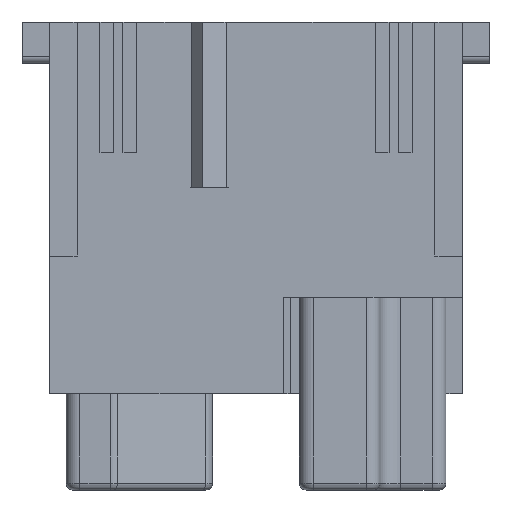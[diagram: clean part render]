
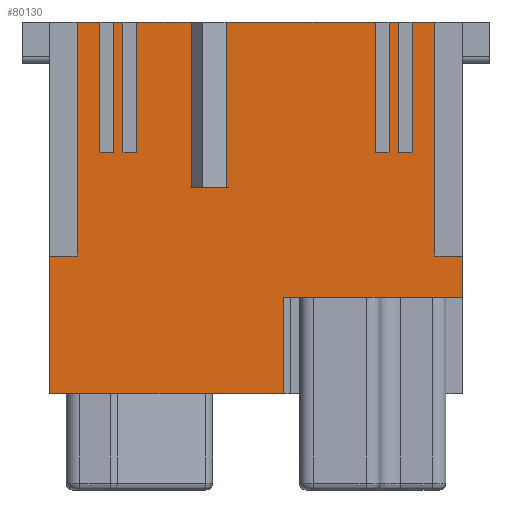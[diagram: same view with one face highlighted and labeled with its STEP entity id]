
A CAD part, left-side view. The second image highlights one B-rep face of the part: STEP entity #80130.
In plain terms, the highlighted planar face has unit normal (-1, 0, 0).
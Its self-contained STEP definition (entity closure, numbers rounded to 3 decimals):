
#4060=CARTESIAN_POINT('',(26.648,41.057,-2.));
#4070=VERTEX_POINT('',#4060);
#4100=CARTESIAN_POINT('',(26.648,24.057,-2.));
#4110=DIRECTION('',(0.,-1.,0.));
#4120=VECTOR('',#4110,1.);
#4130=LINE('',#4100,#4120);
#4140=CARTESIAN_POINT('',(26.648,51.057,-2.));
#4150=VERTEX_POINT('',#4140);
#4160=EDGE_CURVE('',#4150,#4070,#4130,.T.);
#6940=CARTESIAN_POINT('',(26.648,33.557,-28.336))
;
#6950=VERTEX_POINT('',#6940);
#7120=CARTESIAN_POINT('',(26.648,24.057,-28.336));
#7130=VERTEX_POINT('',#7120);
#7160=CARTESIAN_POINT('',(26.648,24.057,-28.336));
#7170=DIRECTION('',(0.,1.,0.));
#7180=VECTOR('',#7170,1.);
#7190=LINE('',#7160,#7180);
#7200=EDGE_CURVE('',#7130,#6950,#7190,.T.);
#7790=CARTESIAN_POINT('',(26.648,33.557,-27.336))
;
#7800=VERTEX_POINT('',#7790);
#7830=CARTESIAN_POINT('',(26.648,24.057,-27.336));
#7840=DIRECTION('',(0.,-1.,0.));
#7850=VECTOR('',#7840,1.);
#7860=LINE('',#7830,#7850);
#7870=CARTESIAN_POINT('',(26.648,24.057,-27.336));
#7880=VERTEX_POINT('',#7870);
#7890=EDGE_CURVE('',#7800,#7880,#7860,.T.);
#8160=CARTESIAN_POINT('',(26.648,33.557,-0.438)
);
#8170=DIRECTION('',(0.,0.,-1.));
#8180=VECTOR('',#8170,1.);
#8190=LINE('',#8160,#8180);
#8200=EDGE_CURVE('',#7800,#6950,#8190,.T.);
#10770=CARTESIAN_POINT('',(26.648,44.057,-19.));
#10780=VERTEX_POINT('',#10770);
#10810=CARTESIAN_POINT('',(26.648,44.057,-0.438));
#10820=DIRECTION('',(0.,0.,-1.));
#10830=VECTOR('',#10820,1.);
#10840=LINE('',#10810,#10830);
#10850=CARTESIAN_POINT('',(26.648,44.057,-32.));
#10860=VERTEX_POINT('',#10850);
#10870=EDGE_CURVE('',#10780,#10860,#10840,.T.);
#15130=CARTESIAN_POINT('',(26.648,51.057,-19.));
#15140=VERTEX_POINT('',#15130);
#15170=CARTESIAN_POINT('',(26.648,24.057,-19.));
#15180=DIRECTION('',(0.,1.,0.));
#15190=VECTOR('',#15180,1.);
#15200=LINE('',#15170,#15190);
#15210=EDGE_CURVE('',#10780,#15140,#15200,.T.);
#19830=CARTESIAN_POINT('',(26.648,36.057,-14.868));
#19840=VERTEX_POINT('',#19830);
#19870=CARTESIAN_POINT('',(26.648,36.057,-0.438));
#19880=DIRECTION('',(0.,0.,-1.));
#19890=VECTOR('',#19880,1.);
#19900=LINE('',#19870,#19890);
#19910=CARTESIAN_POINT('',(26.648,36.057,-12.295));
#19920=VERTEX_POINT('',#19910);
#19930=EDGE_CURVE('',#19920,#19840,#19900,.T.);
#26510=CARTESIAN_POINT('',(26.648,41.057,-30.));
#26520=VERTEX_POINT('',#26510);
#26690=CARTESIAN_POINT('',(26.648,41.057,-32.));
#26700=VERTEX_POINT('',#26690);
#26730=CARTESIAN_POINT('',(26.648,41.057,-0.438));
#26740=DIRECTION('',(0.,0.,1.));
#26750=VECTOR('',#26740,1.);
#26760=LINE('',#26730,#26750);
#26770=EDGE_CURVE('',#26700,#26520,#26760,.T.);
#29850=CARTESIAN_POINT('',(26.648,24.057,-12.295));
#29860=DIRECTION('',(0.,-1.,0.));
#29870=VECTOR('',#29860,1.);
#29880=LINE('',#29850,#29870);
#29890=CARTESIAN_POINT('',(26.648,24.057,-12.295));
#29900=VERTEX_POINT('',#29890);
#29910=EDGE_CURVE('',#19920,#29900,#29880,.T.);
#36460=CARTESIAN_POINT('',(26.648,24.057,-14.868));
#36470=VERTEX_POINT('',#36460);
#36520=CARTESIAN_POINT('',(26.648,36.057,-14.868));
#36530=DIRECTION('',(0.,-1.,0.));
#36540=VECTOR('',#36530,1.);
#36550=LINE('',#36520,#36540);
#36560=EDGE_CURVE('',#19840,#36470,#36550,.T.);
#57350=CARTESIAN_POINT('',(26.648,33.557,-25.664)
);
#57360=VERTEX_POINT('',#57350);
#57390=CARTESIAN_POINT('',(26.648,24.057,-25.664));
#57400=DIRECTION('',(0.,-1.,0.));
#57410=VECTOR('',#57400,1.);
#57420=LINE('',#57390,#57410);
#57430=CARTESIAN_POINT('',(26.648,24.057,-25.664));
#57440=VERTEX_POINT('',#57430);
#57450=EDGE_CURVE('',#57360,#57440,#57420,.T.);
#57880=CARTESIAN_POINT('',(26.648,33.557,-26.664)
);
#57890=VERTEX_POINT('',#57880);
#57920=CARTESIAN_POINT('',(26.648,33.557,-0.438
));
#57930=DIRECTION('',(0.,0.,-1.));
#57940=VECTOR('',#57930,1.);
#57950=LINE('',#57920,#57940);
#57960=EDGE_CURVE('',#57360,#57890,#57950,.T.);
#58460=CARTESIAN_POINT('',(26.648,24.057,-32.2));
#58470=DIRECTION('',(0.,0.,1.));
#58480=VECTOR('',#58470,1.);
#58490=LINE('',#58460,#58480);
#58500=EDGE_CURVE('',#57440,#36470,#58490,.T.);
#58740=CARTESIAN_POINT('',(26.648,24.057,-8.336)
);
#58750=VERTEX_POINT('',#58740);
#58760=EDGE_CURVE('',#29900,#58750,#58490,.T.);
#58980=CARTESIAN_POINT('',(26.648,24.057,-7.336)
);
#58990=VERTEX_POINT('',#58980);
#59020=CARTESIAN_POINT('',(26.648,24.057,-6.664)
);
#59030=VERTEX_POINT('',#59020);
#59040=EDGE_CURVE('',#58990,#59030,#58490,.T.);
#59260=CARTESIAN_POINT('',(26.648,24.057,-5.664)
);
#59270=VERTEX_POINT('',#59260);
#59300=CARTESIAN_POINT('',(26.648,24.057,-4.));
#59310=VERTEX_POINT('',#59300);
#59320=EDGE_CURVE('',#59270,#59310,#58490,.T.);
#61150=CARTESIAN_POINT('',(26.648,24.057,-30.));
#61160=VERTEX_POINT('',#61150);
#61190=EDGE_CURVE('',#61160,#7130,#58490,.T.);
#61240=CARTESIAN_POINT('',(26.648,24.057,-26.664));
#61250=VERTEX_POINT('',#61240);
#61260=EDGE_CURVE('',#7880,#61250,#58490,.T.);
#64110=CARTESIAN_POINT('',(26.648,24.057,-26.664));
#64120=DIRECTION('',(0.,1.,0.));
#64130=VECTOR('',#64120,1.);
#64140=LINE('',#64110,#64130);
#64150=EDGE_CURVE('',#61250,#57890,#64140,.T.);
#76830=CARTESIAN_POINT('',(26.648,24.057,-32.));
#76840=DIRECTION('',(0.,1.,0.));
#76850=VECTOR('',#76840,1.);
#76860=LINE('',#76830,#76850);
#76870=EDGE_CURVE('',#26700,#10860,#76860,.T.);
#79160=CARTESIAN_POINT('',(26.648,37.326,-27.037)
);
#79170=DIRECTION('',(-1.,0.,0.));
#79180=DIRECTION('',(0.,-1.,0.));
#79190=AXIS2_PLACEMENT_3D('',#79160,#79170,#79180);
#79200=PLANE('',#79190);
#79210=ORIENTED_EDGE('',*,*,#57450,.T.);
#79220=ORIENTED_EDGE('',*,*,#57960,.F.);
#79230=ORIENTED_EDGE('',*,*,#64150,.T.);
#79240=ORIENTED_EDGE('',*,*,#61260,.T.);
#79250=ORIENTED_EDGE('',*,*,#7890,.T.);
#79260=ORIENTED_EDGE('',*,*,#8200,.F.);
#79270=ORIENTED_EDGE('',*,*,#7200,.T.);
#79280=ORIENTED_EDGE('',*,*,#61190,.T.);
#79290=CARTESIAN_POINT('',(26.648,24.057,-30.));
#79300=DIRECTION('',(0.,1.,0.));
#79310=VECTOR('',#79300,1.);
#79320=LINE('',#79290,#79310);
#79330=EDGE_CURVE('',#61160,#26520,#79320,.T.);
#79340=ORIENTED_EDGE('',*,*,#79330,.F.);
#79350=ORIENTED_EDGE('',*,*,#26770,.T.);
#79360=ORIENTED_EDGE('',*,*,#76870,.F.);
#79370=ORIENTED_EDGE('',*,*,#10870,.T.);
#79380=ORIENTED_EDGE('',*,*,#15210,.F.);
#79390=CARTESIAN_POINT('',(26.648,51.057,-0.438));
#79400=DIRECTION('',(0.,0.,-1.));
#79410=VECTOR('',#79400,1.);
#79420=LINE('',#79390,#79410);
#79430=EDGE_CURVE('',#4150,#15140,#79420,.T.);
#79440=ORIENTED_EDGE('',*,*,#79430,.T.);
#79450=ORIENTED_EDGE('',*,*,#4160,.F.);
#79460=CARTESIAN_POINT('',(26.648,41.057,-0.438));
#79470=DIRECTION('',(0.,0.,1.));
#79480=VECTOR('',#79470,1.);
#79490=LINE('',#79460,#79480);
#79500=CARTESIAN_POINT('',(26.648,41.057,-4.));
#79510=VERTEX_POINT('',#79500);
#79520=EDGE_CURVE('',#79510,#4070,#79490,.T.);
#79530=ORIENTED_EDGE('',*,*,#79520,.T.);
#79540=CARTESIAN_POINT('',(26.648,24.057,-4.));
#79550=DIRECTION('',(0.,-1.,0.));
#79560=VECTOR('',#79550,1.);
#79570=LINE('',#79540,#79560);
#79580=EDGE_CURVE('',#79510,#59310,#79570,.T.);
#79590=ORIENTED_EDGE('',*,*,#79580,.F.);
#79600=ORIENTED_EDGE('',*,*,#59320,.T.);
#79610=CARTESIAN_POINT('',(26.648,24.057,-5.664));
#79620=DIRECTION('',(0.,-1.,0.));
#79630=VECTOR('',#79620,1.);
#79640=LINE('',#79610,#79630);
#79650=CARTESIAN_POINT('',(26.648,33.557,-5.664));
#79660=VERTEX_POINT('',#79650);
#79670=EDGE_CURVE('',#79660,#59270,#79640,.T.);
#79680=ORIENTED_EDGE('',*,*,#79670,.T.);
#79690=CARTESIAN_POINT('',(26.648,33.557,-0.438
));
#79700=DIRECTION('',(0.,0.,-1.));
#79710=VECTOR('',#79700,1.);
#79720=LINE('',#79690,#79710);
#79730=CARTESIAN_POINT('',(26.648,33.557,-6.664));
#79740=VERTEX_POINT('',#79730);
#79750=EDGE_CURVE('',#79660,#79740,#79720,.T.);
#79760=ORIENTED_EDGE('',*,*,#79750,.F.);
#79770=CARTESIAN_POINT('',(26.648,24.057,-6.664));
#79780=DIRECTION('',(0.,1.,0.));
#79790=VECTOR('',#79780,1.);
#79800=LINE('',#79770,#79790);
#79810=EDGE_CURVE('',#59030,#79740,#79800,.T.);
#79820=ORIENTED_EDGE('',*,*,#79810,.T.);
#79830=ORIENTED_EDGE('',*,*,#59040,.T.);
#79840=CARTESIAN_POINT('',(26.648,24.057,-7.336));
#79850=DIRECTION('',(0.,-1.,0.));
#79860=VECTOR('',#79850,1.);
#79870=LINE('',#79840,#79860);
#79880=CARTESIAN_POINT('',(26.648,33.557,-7.336));
#79890=VERTEX_POINT('',#79880);
#79900=EDGE_CURVE('',#79890,#58990,#79870,.T.);
#79910=ORIENTED_EDGE('',*,*,#79900,.T.);
#79920=CARTESIAN_POINT('',(26.648,33.557,-0.438
));
#79930=DIRECTION('',(0.,0.,-1.));
#79940=VECTOR('',#79930,1.);
#79950=LINE('',#79920,#79940);
#79960=CARTESIAN_POINT('',(26.648,33.557,-8.336));
#79970=VERTEX_POINT('',#79960);
#79980=EDGE_CURVE('',#79890,#79970,#79950,.T.);
#79990=ORIENTED_EDGE('',*,*,#79980,.F.);
#80000=CARTESIAN_POINT('',(26.648,24.057,-8.336));
#80010=DIRECTION('',(0.,1.,0.));
#80020=VECTOR('',#80010,1.);
#80030=LINE('',#80000,#80020);
#80040=EDGE_CURVE('',#58750,#79970,#80030,.T.);
#80050=ORIENTED_EDGE('',*,*,#80040,.T.);
#80060=ORIENTED_EDGE('',*,*,#58760,.T.);
#80070=ORIENTED_EDGE('',*,*,#29910,.T.);
#80080=ORIENTED_EDGE('',*,*,#19930,.F.);
#80090=ORIENTED_EDGE('',*,*,#36560,.F.);
#80100=ORIENTED_EDGE('',*,*,#58500,.T.);
#80110=EDGE_LOOP('',(#80100,#80090,#80080,#80070,#80060,#80050,#79990,
#79910,#79830,#79820,#79760,#79680,#79600,#79590,#79530,#79450,#79440,
#79380,#79370,#79360,#79350,#79340,#79280,#79270,#79260,#79250,#79240,
#79230,#79220,#79210));
#80120=FACE_OUTER_BOUND('',#80110,.T.);
#80130=ADVANCED_FACE('',(#80120),#79200,.T.);
